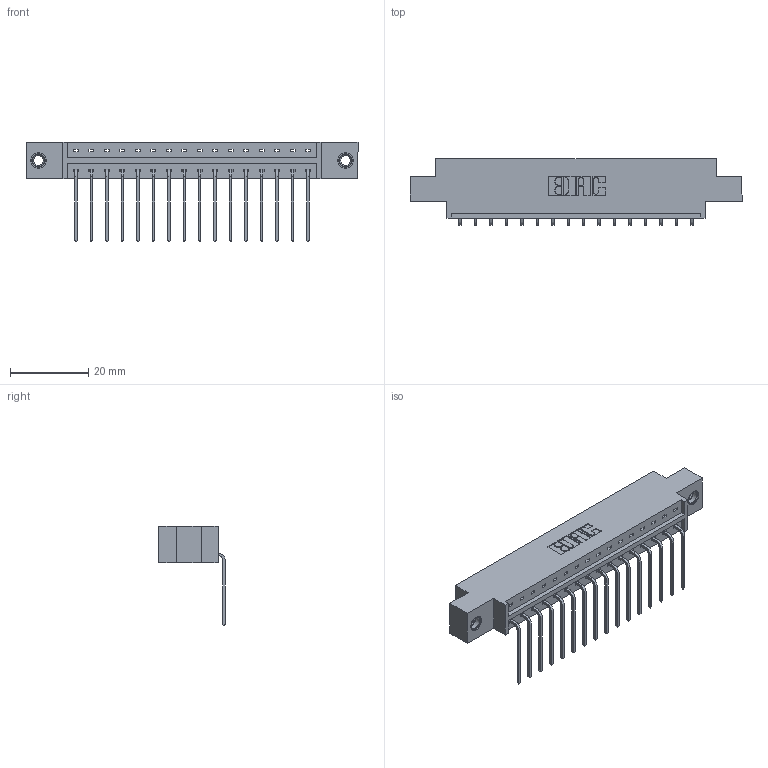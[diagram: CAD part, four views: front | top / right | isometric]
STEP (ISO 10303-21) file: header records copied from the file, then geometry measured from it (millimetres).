
FILE_DESCRIPTION (( 'STEP AP203' ), '1' );
FILE_NAME ('833-016-559-607.STEP', '2020-05-31T19:13:09', ( '' ), ( '' ), 'SwSTEP 2.0', 'SolidWorks 2020', '' );
FILE_SCHEMA (( 'CONFIG_CONTROL_DESIGN' ));
Length unit declared in the file: inch
Products named in the file (4): 345-292-001_558 559 Tail - 1; 833 Part_Offset - .156 Dia - TI; 833-016-559-607; 345-250-001_345-250-005-103
Assembly tree (19 placements, depth 2):
  833-016-559-607
    833 Part_Offset - .156 Dia - TI
    345-292-001_558 559 Tail - 1  x16
    345-250-001_345-250-005-103  x2
Bounding box: 84.94 x 17.09 x 25.53 mm (x, y, z)
Volume: 8135.5 mm3; surface area: 9194.7 mm2
Topology: 19 solids, 19 shells, 1138 faces, 3371 edges, 2218 vertices
Faces by surface type: plane 810, cylinder 312, cone 12, torus 4
Entity records: 14546 total; most frequent: CARTESIAN_POINT 2497, ORIENTED_EDGE 2442, DIRECTION 2191, EDGE_CURVE 1221, LINE 1073, VECTOR 1073, VERTEX_POINT 808, AXIS2_PLACEMENT_3D 559
